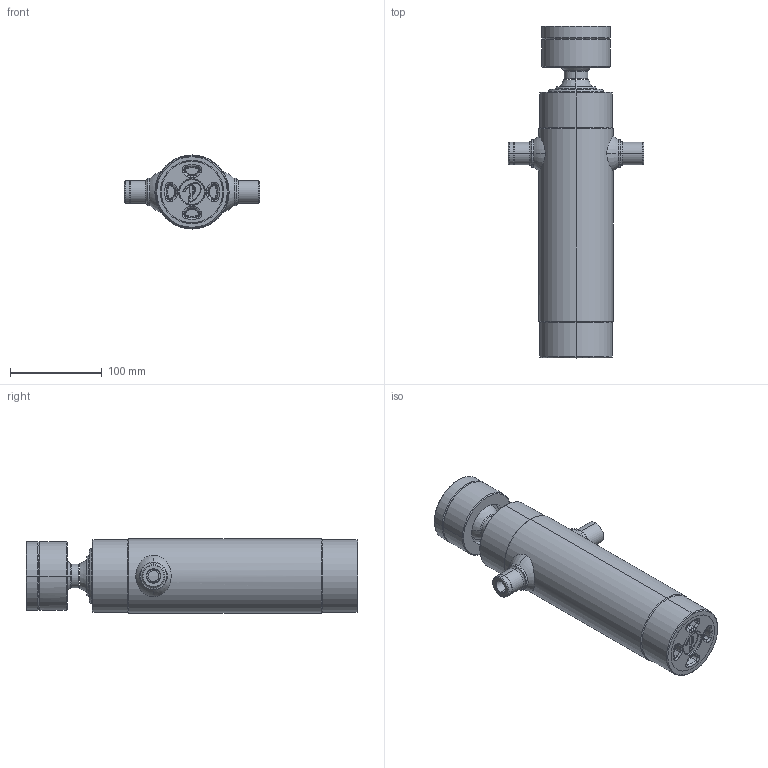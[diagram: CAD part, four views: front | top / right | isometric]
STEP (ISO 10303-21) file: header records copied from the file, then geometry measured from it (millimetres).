
FILE_DESCRIPTION (( 'STEP AP203' ), '1' );
FILE_NAME ('294.BGHR.STEP', '2014-10-06T12:39:54', ( '' ), ( '' ), 'SwSTEP 2.0', 'SolidWorks 2013', '' );
FILE_SCHEMA (( 'CONFIG_CONTROL_DESIGN' ));
Length unit declared in the file: millimetre
Products named in the file (1): 294.BGHR
Bounding box: 147.8 x 362 x 80.8 mm (x, y, z)
Surface area: 197982.9 mm2 (no closed solid volume)
Topology: 0 solids, 14 shells, 269 faces, 691 edges, 425 vertices
Faces by surface type: cylinder 77, torus 76, cone 73, plane 32, bspline 8, sphere 3
Entity records: 9761 total; most frequent: CARTESIAN_POINT 3146, DIRECTION 1548, ORIENTED_EDGE 1213, EDGE_CURVE 686, AXIS2_PLACEMENT_3D 667, VERTEX_POINT 422, CIRCLE 405, EDGE_LOOP 284
